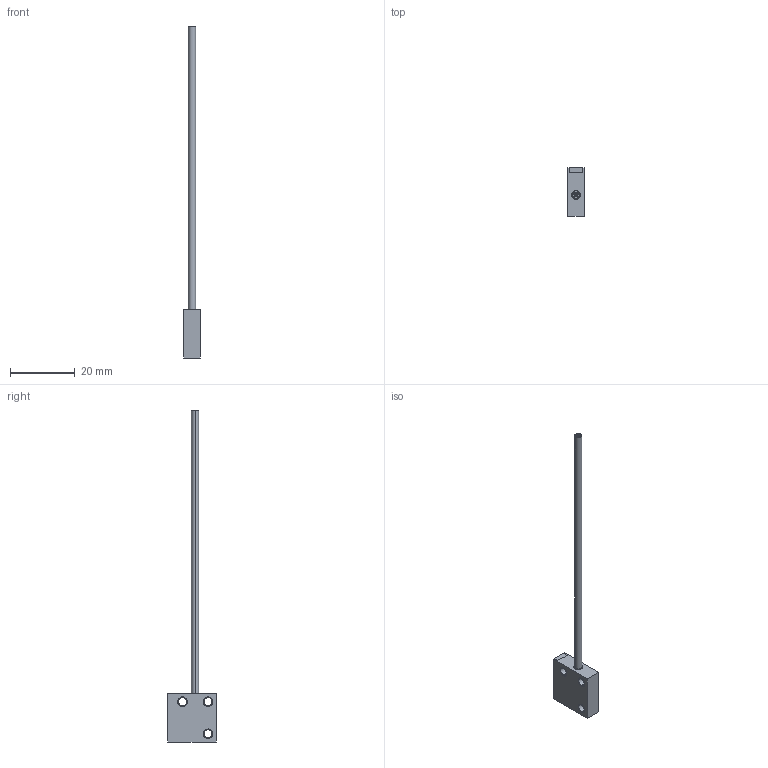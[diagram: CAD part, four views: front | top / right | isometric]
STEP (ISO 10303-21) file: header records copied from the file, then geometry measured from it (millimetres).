
FILE_DESCRIPTION((''),'2;1');
FILE_NAME('161898_ASM','2016-01-05T',('pdmadmin'),(''),'PRO/ENGINEER BY PARAMETRIC TECHNOLOGY CORPORATION, 2013230','PRO/ENGINEER BY PARAMETRIC TECHNOLOGY CORPORATION, 2013230','');
FILE_SCHEMA(('CONFIG_CONTROL_DESIGN'));
Length unit declared in the file: inch
Products named in the file (5): 39156; 39154; 10143; FIBER_CORE_010_0-25; 161898_ASM
Assembly tree (11 placements, depth 2):
  161898_ASM
    39156
    39154
    10143
    FIBER_CORE_010_0-25  x8
Bounding box: 5.08 x 14.99 x 102.64 mm (x, y, z)
Volume: 1136 mm3; surface area: 3438.3 mm2
Topology: 18 solids, 21 shells, 185 faces, 417 edges, 276 vertices
Faces by surface type: cylinder 101, plane 83, bspline 1
Entity records: 5085 total; most frequent: CARTESIAN_POINT 1005, DIRECTION 904, ORIENTED_EDGE 738, EDGE_CURVE 375, AXIS2_PLACEMENT_3D 362, VERTEX_POINT 248, EDGE_LOOP 207, CIRCLE 188
